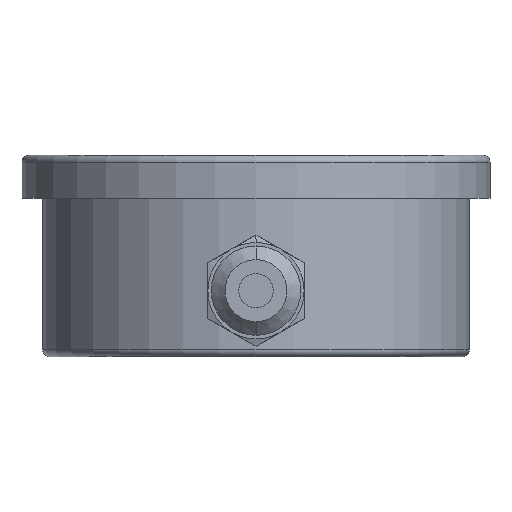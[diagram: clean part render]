
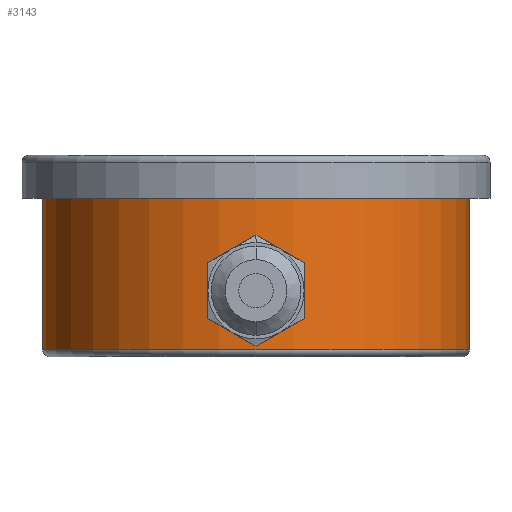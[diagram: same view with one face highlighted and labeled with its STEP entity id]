
A CAD part, front view. The second image highlights one B-rep face of the part: STEP entity #3143.
In plain terms, the highlighted cylindrical face has radius 31 mm (diameter 62 mm), a partial arc.
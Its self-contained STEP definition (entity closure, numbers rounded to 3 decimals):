
#2 = AXIS2_PLACEMENT_3D ( 'NONE', #2861, #2860, #2859 ) ;
#148 = VERTEX_POINT ( 'NONE', #2951 ) ;
#178 = EDGE_CURVE ( 'NONE', #2079, #2086, #2584, .T. ) ;
#330 = DIRECTION ( 'NONE',  ( 0., 0., -1. ) ) ;
#332 = CARTESIAN_POINT ( 'NONE',  ( -31., 0., 0. ) ) ;
#335 = DIRECTION ( 'NONE',  ( 0., 0., -1. ) ) ;
#340 = CARTESIAN_POINT ( 'NONE',  ( 31., 0., 0. ) ) ;
#396 = AXIS2_PLACEMENT_3D ( 'NONE', #1831, #1828, #1827 ) ;
#448 = VERTEX_POINT ( 'NONE', #666 ) ;
#666 = CARTESIAN_POINT ( 'NONE',  ( 31., 0., -7. ) ) ;
#1213 = CIRCLE ( 'NONE', #3095, 31. ) ;
#1218 = LINE ( 'NONE', #332, #1221 ) ;
#1221 = VECTOR ( 'NONE', #330, 1000. ) ;
#1227 = LINE ( 'NONE', #340, #1230 ) ;
#1230 = VECTOR ( 'NONE', #335, 1000. ) ;
#1340 = FACE_OUTER_BOUND ( 'NONE', #2353, .T. ) ;
#1342 = CYLINDRICAL_SURFACE ( 'NONE', #396, 31. ) ;
#1423 = EDGE_CURVE ( 'NONE', #448, #148, #1213, .T. ) ;
#1428 = EDGE_CURVE ( 'NONE', #148, #2079, #1218, .T. ) ;
#1434 = EDGE_CURVE ( 'NONE', #448, #2086, #1227, .T. ) ;
#1675 = CARTESIAN_POINT ( 'NONE',  ( -31., 0., -29. ) ) ;
#1682 = CARTESIAN_POINT ( 'NONE',  ( 31., 0., -29. ) ) ;
#1827 = DIRECTION ( 'NONE',  ( -1., 0., 0. ) ) ;
#1828 = DIRECTION ( 'NONE',  ( 0., 0., -1. ) ) ;
#1831 = CARTESIAN_POINT ( 'NONE',  ( 0., 0., 0. ) ) ;
#1976 = DIRECTION ( 'NONE',  ( -1., 0., 0. ) ) ;
#1977 = DIRECTION ( 'NONE',  ( 0., 0., -1. ) ) ;
#1978 = CARTESIAN_POINT ( 'NONE',  ( 0., 0., -7. ) ) ;
#2079 = VERTEX_POINT ( 'NONE', #1675 ) ;
#2086 = VERTEX_POINT ( 'NONE', #1682 ) ;
#2117 = ORIENTED_EDGE ( 'NONE', *, *, #178, .T. ) ;
#2118 = ORIENTED_EDGE ( 'NONE', *, *, #1428, .T. ) ;
#2119 = ORIENTED_EDGE ( 'NONE', *, *, #1423, .T. ) ;
#2120 = ORIENTED_EDGE ( 'NONE', *, *, #1434, .F. ) ;
#2353 = EDGE_LOOP ( 'NONE', ( #2120, #2119, #2118, #2117 ) ) ;
#2584 = CIRCLE ( 'NONE', #2, 31. ) ;
#2859 = DIRECTION ( 'NONE',  ( -1., 0., 0. ) ) ;
#2860 = DIRECTION ( 'NONE',  ( 0., 0., 1. ) ) ;
#2861 = CARTESIAN_POINT ( 'NONE',  ( 0., 0., -29. ) ) ;
#2951 = CARTESIAN_POINT ( 'NONE',  ( -31., 0., -7. ) ) ;
#3095 = AXIS2_PLACEMENT_3D ( 'NONE', #1978, #1977, #1976 ) ;
#3143 = ADVANCED_FACE ( 'NONE', ( #1340 ), #1342, .T. ) ;
